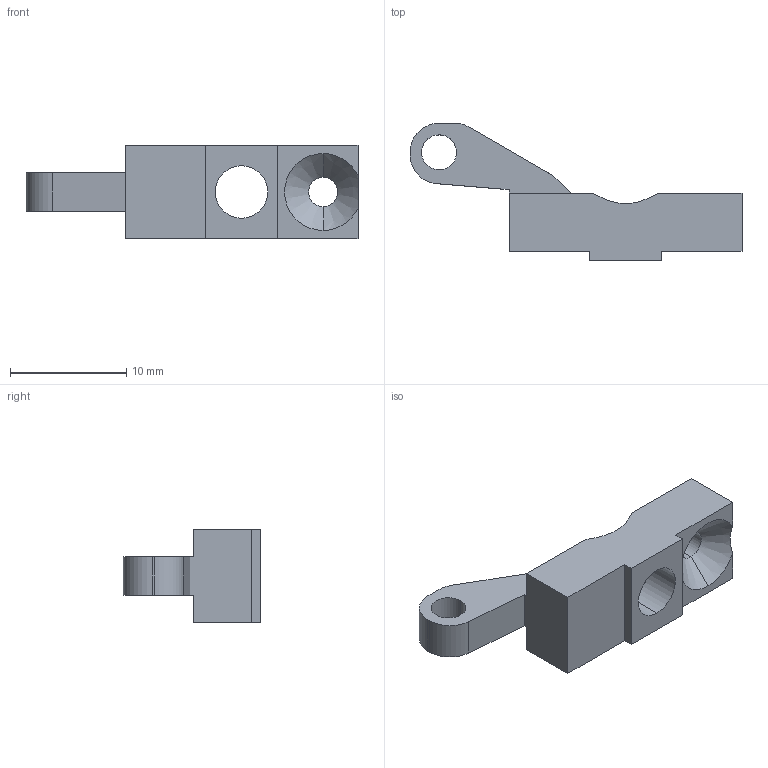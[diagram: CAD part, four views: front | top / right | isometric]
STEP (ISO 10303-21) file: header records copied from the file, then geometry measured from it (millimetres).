
FILE_DESCRIPTION (( 'STEP AP214' ), '1' );
FILE_NAME ('support.STEP', '2023-06-08T04:52:31', ( '' ), ( '' ), 'SwSTEP 2.0', 'SolidWorks 2022', '' );
FILE_SCHEMA (( 'AUTOMOTIVE_DESIGN' ));
Length unit declared in the file: millimetre
Products named in the file (1): support
Bounding box: 28.5 x 11.8 x 8 mm (x, y, z)
Volume: 769.7 mm3; surface area: 864.4 mm2
Topology: 1 solids, 1 shells, 31 faces, 89 edges, 58 vertices
Faces by surface type: plane 18, cylinder 9, cone 4
Entity records: 1116 total; most frequent: CARTESIAN_POINT 229, ORIENTED_EDGE 178, DIRECTION 169, EDGE_CURVE 89, VERTEX_POINT 58, LINE 57, VECTOR 57, AXIS2_PLACEMENT_3D 56
